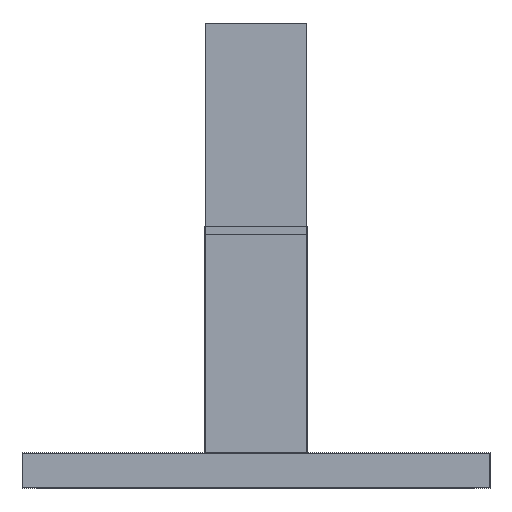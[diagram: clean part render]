
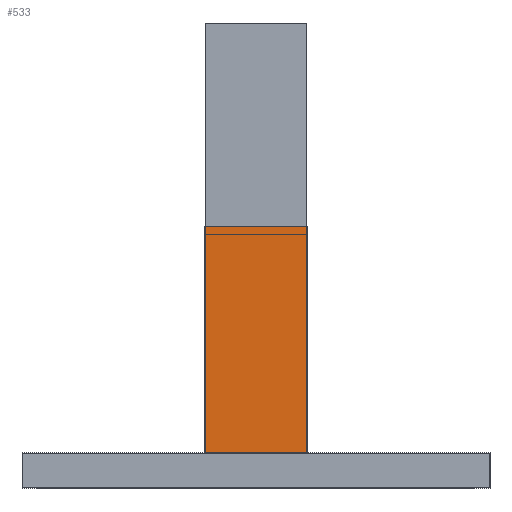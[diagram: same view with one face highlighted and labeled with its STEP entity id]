
A CAD part, top view. The second image highlights one B-rep face of the part: STEP entity #533.
In plain terms, the highlighted planar face has unit normal (0, 0, 1).
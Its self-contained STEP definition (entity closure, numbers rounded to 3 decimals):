
#9=DIRECTION('',(1.,0.,0.));
#10=VECTOR('',#9,262.);
#11=CARTESIAN_POINT('',(-131.,90.,0.));
#12=LINE('',#11,#10);
#69=DIRECTION('',(0.,1.,0.));
#70=VECTOR('',#69,580.);
#71=CARTESIAN_POINT('',(-131.,90.,0.));
#72=LINE('',#71,#70);
#97=DIRECTION('',(1.,0.,0.));
#98=VECTOR('',#97,262.);
#99=CARTESIAN_POINT('',(-131.,670.,0.));
#100=LINE('',#99,#98);
#161=DIRECTION('',(0.,1.,0.));
#162=VECTOR('',#161,580.);
#163=CARTESIAN_POINT('',(131.,90.,0.));
#164=LINE('',#163,#162);
#397=CARTESIAN_POINT('',(-131.,670.,0.));
#398=VERTEX_POINT('',#397);
#399=CARTESIAN_POINT('',(131.,670.,0.));
#400=VERTEX_POINT('',#399);
#418=CARTESIAN_POINT('',(-131.,90.,0.));
#420=VERTEX_POINT('',#418);
#421=CARTESIAN_POINT('',(131.,90.,0.));
#422=VERTEX_POINT('',#421);
#520=CARTESIAN_POINT('',(-131.,90.,0.));
#521=DIRECTION('',(0.,0.,1.));
#522=DIRECTION('',(1.,0.,0.));
#523=AXIS2_PLACEMENT_3D('',#520,#521,#522);
#524=PLANE('',#523);
#525=ORIENTED_EDGE('',*,*,#479,.F.);
#526=ORIENTED_EDGE('',*,*,#468,.T.);
#528=ORIENTED_EDGE('',*,*,#527,.T.);
#530=ORIENTED_EDGE('',*,*,#529,.F.);
#531=EDGE_LOOP('',(#525,#526,#528,#530));
#532=FACE_OUTER_BOUND('',#531,.F.);
#533=ADVANCED_FACE('',(#532),#524,.T.);
#468=EDGE_CURVE('',#420,#398,#72,.T.);
#479=EDGE_CURVE('',#420,#422,#12,.T.);
#527=EDGE_CURVE('',#398,#400,#100,.T.);
#529=EDGE_CURVE('',#422,#400,#164,.T.);
